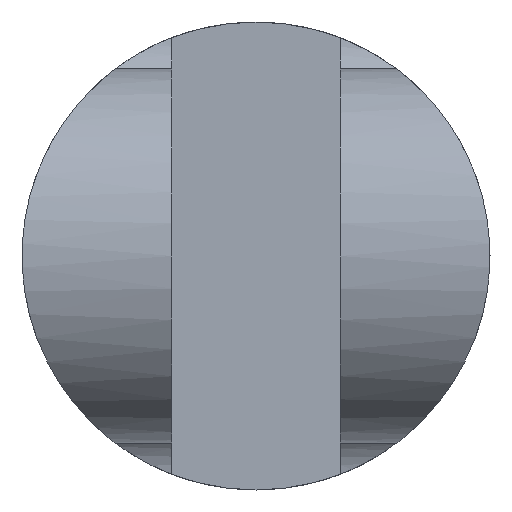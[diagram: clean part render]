
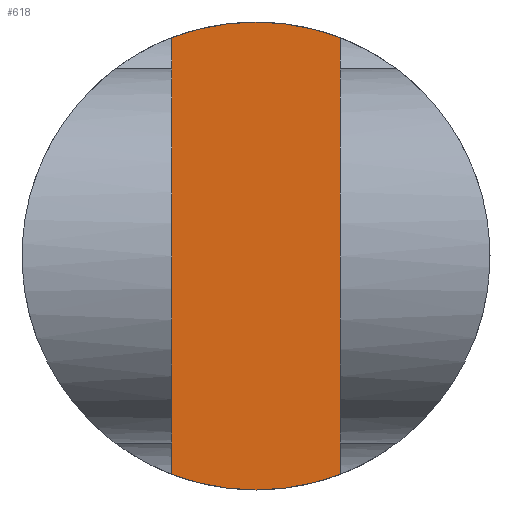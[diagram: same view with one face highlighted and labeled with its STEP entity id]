
A CAD part, front view. The second image highlights one B-rep face of the part: STEP entity #618.
In plain terms, the highlighted planar face has unit normal (0, -1, 0).
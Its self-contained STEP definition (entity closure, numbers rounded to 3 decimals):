
#1 = ORIENTED_EDGE ( 'NONE', *, *, #196, .T. ) ;
#10 = VECTOR ( 'NONE', #1140, 1000. ) ;
#15 = CARTESIAN_POINT ( 'NONE',  ( -45., 0., -116.619 ) ) ;
#20 = CARTESIAN_POINT ( 'NONE',  ( 0., 0., 0. ) ) ;
#46 = AXIS2_PLACEMENT_3D ( 'NONE', #205, #1719, #584 ) ;
#103 = CARTESIAN_POINT ( 'NONE',  ( -45., 0., 83.91 ) ) ;
#147 = VERTEX_POINT ( 'NONE', #2034 ) ;
#196 = EDGE_CURVE ( 'NONE', #147, #2263, #704, .T. ) ;
#205 = CARTESIAN_POINT ( 'NONE',  ( 0., 0., 0. ) ) ;
#216 = ORIENTED_EDGE ( 'NONE', *, *, #264, .F. ) ;
#264 = EDGE_CURVE ( 'NONE', #147, #2207, #2353, .T. ) ;
#276 = DIRECTION ( 'NONE',  ( 0., 0., 1. ) ) ;
#291 = AXIS2_PLACEMENT_3D ( 'NONE', #918, #366, #309 ) ;
#309 = DIRECTION ( 'NONE',  ( 0., 0., 1. ) ) ;
#366 = DIRECTION ( 'NONE',  ( 0., 1., 0. ) ) ;
#469 = FACE_OUTER_BOUND ( 'NONE', #1321, .T. ) ;
#529 = ORIENTED_EDGE ( 'NONE', *, *, #1335, .F. ) ;
#549 = CARTESIAN_POINT ( 'NONE',  ( 45., 0., 83.91 ) ) ;
#584 = DIRECTION ( 'NONE',  ( 0., 0., 1. ) ) ;
#618 = ADVANCED_FACE ( 'NONE', ( #469 ), #1035, .F. ) ;
#650 = LINE ( 'NONE', #103, #1324 ) ;
#675 = CIRCLE ( 'NONE', #291, 125. ) ;
#704 = LINE ( 'NONE', #549, #10 ) ;
#730 = EDGE_CURVE ( 'NONE', #1472, #2106, #650, .T. ) ;
#733 = CARTESIAN_POINT ( 'NONE',  ( 0., 0., -125. ) ) ;
#851 = CARTESIAN_POINT ( 'NONE',  ( 45., 0., 116.619 ) ) ;
#918 = CARTESIAN_POINT ( 'NONE',  ( 0., 0., 0. ) ) ;
#962 = DIRECTION ( 'NONE',  ( 0., 0., 1. ) ) ;
#1035 = PLANE ( 'NONE',  #2005 ) ;
#1093 = VERTEX_POINT ( 'NONE', #1432 ) ;
#1140 = DIRECTION ( 'NONE',  ( 0., 0., 1. ) ) ;
#1151 = ORIENTED_EDGE ( 'NONE', *, *, #730, .F. ) ;
#1279 = AXIS2_PLACEMENT_3D ( 'NONE', #20, #1916, #962 ) ;
#1286 = CIRCLE ( 'NONE', #46, 125. ) ;
#1321 = EDGE_LOOP ( 'NONE', ( #1151, #2340, #216, #1, #529, #2312 ) ) ;
#1324 = VECTOR ( 'NONE', #1391, 1000. ) ;
#1335 = EDGE_CURVE ( 'NONE', #1093, #2263, #1799, .T. ) ;
#1391 = DIRECTION ( 'NONE',  ( 0., 0., 1. ) ) ;
#1416 = DIRECTION ( 'NONE',  ( 0., 1., 0. ) ) ;
#1432 = CARTESIAN_POINT ( 'NONE',  ( 0., 0., 125. ) ) ;
#1472 = VERTEX_POINT ( 'NONE', #15 ) ;
#1505 = DIRECTION ( 'NONE',  ( 0., 1., 0. ) ) ;
#1588 = CARTESIAN_POINT ( 'NONE',  ( -45., 0., 116.619 ) ) ;
#1602 = CARTESIAN_POINT ( 'NONE',  ( 0., 0., 0. ) ) ;
#1719 = DIRECTION ( 'NONE',  ( 0., 1., 0. ) ) ;
#1799 = CIRCLE ( 'NONE', #2399, 125. ) ;
#1857 = EDGE_CURVE ( 'NONE', #2106, #1093, #1286, .T. ) ;
#1916 = DIRECTION ( 'NONE',  ( 0., 1., 0. ) ) ;
#2005 = AXIS2_PLACEMENT_3D ( 'NONE', #1602, #1416, #276 ) ;
#2034 = CARTESIAN_POINT ( 'NONE',  ( 45., 0., -116.619 ) ) ;
#2040 = EDGE_CURVE ( 'NONE', #2207, #1472, #675, .T. ) ;
#2087 = DIRECTION ( 'NONE',  ( 0., 0., 1. ) ) ;
#2106 = VERTEX_POINT ( 'NONE', #1588 ) ;
#2207 = VERTEX_POINT ( 'NONE', #733 ) ;
#2263 = VERTEX_POINT ( 'NONE', #851 ) ;
#2277 = CARTESIAN_POINT ( 'NONE',  ( 0., 0., 0. ) ) ;
#2312 = ORIENTED_EDGE ( 'NONE', *, *, #1857, .F. ) ;
#2340 = ORIENTED_EDGE ( 'NONE', *, *, #2040, .F. ) ;
#2353 = CIRCLE ( 'NONE', #1279, 125. ) ;
#2399 = AXIS2_PLACEMENT_3D ( 'NONE', #2277, #1505, #2087 ) ;
